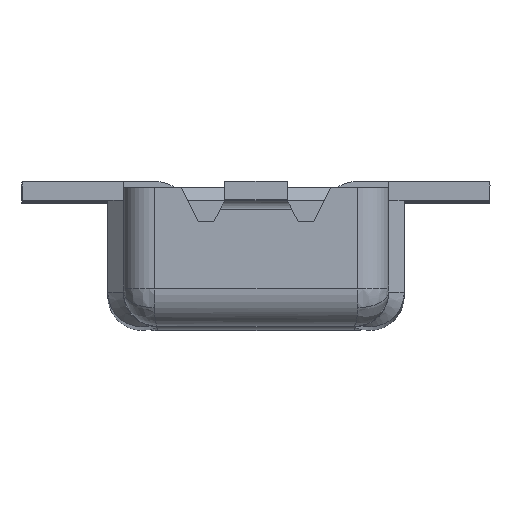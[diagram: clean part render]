
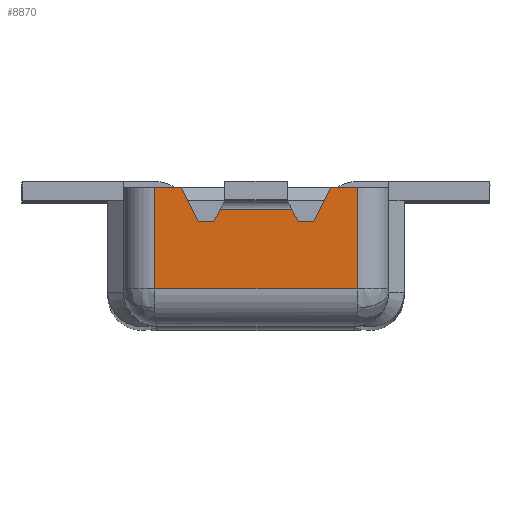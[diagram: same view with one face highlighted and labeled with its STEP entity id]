
A CAD part, top view. The second image highlights one B-rep face of the part: STEP entity #8870.
In plain terms, the highlighted planar face has unit normal (0, 0, 1).
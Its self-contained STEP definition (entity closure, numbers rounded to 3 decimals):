
#60=CARTESIAN_POINT('',(-156.535,-0.655,
8.449));
#70=DIRECTION('',(0.,1.,0.));
#80=VECTOR('',#70,1.);
#90=LINE('',#60,#80);
#100=CARTESIAN_POINT('',(-156.535,-0.695,
8.449));
#110=VERTEX_POINT('',#100);
#120=CARTESIAN_POINT('',(-156.535,-0.37,
8.449));
#130=VERTEX_POINT('',#120);
#140=EDGE_CURVE('',#110,#130,#90,.T.);
#7870=CARTESIAN_POINT('',(-155.885,-0.37,
8.449));
#7880=VERTEX_POINT('',#7870);
#7910=CARTESIAN_POINT('',(-156.535,-0.37,
8.449));
#7920=DIRECTION('',(1.,0.,0.));
#7930=VECTOR('',#7920,1.);
#7940=LINE('',#7910,#7930);
#7950=EDGE_CURVE('',#130,#7880,#7940,.T.);
#8000=CARTESIAN_POINT('',(-156.073,-0.482,
8.449));
#8010=DIRECTION('',(0.,0.,-1.));
#8020=DIRECTION('',(-1.,0.,0.));
#8030=AXIS2_PLACEMENT_3D('',#8000,#8010,#8020);
#8040=PLANE('',#8030);
#8050=CARTESIAN_POINT('',(-156.395,-0.585,
8.449));
#8060=DIRECTION('',(-0.447,-0.894,
0.));
#8070=VECTOR('',#8060,1.);
#8080=LINE('',#8050,#8070);
#8090=CARTESIAN_POINT('',(-156.395,-0.585,
8.449));
#8100=VERTEX_POINT('',#8090);
#8110=CARTESIAN_POINT('',(-156.45,-0.695,
8.449));
#8120=VERTEX_POINT('',#8110);
#8130=EDGE_CURVE('',#8100,#8120,#8080,.T.);
#8140=ORIENTED_EDGE('',*,*,#8130,.F.);
#8150=CARTESIAN_POINT('',(-156.45,-0.695,
8.449));
#8160=DIRECTION('',(-1.,0.,0.));
#8170=VECTOR('',#8160,1.);
#8180=LINE('',#8150,#8170);
#8190=EDGE_CURVE('',#8120,#110,#8180,.T.);
#8200=ORIENTED_EDGE('',*,*,#8190,.F.);
#8210=ORIENTED_EDGE('',*,*,#140,.F.);
#8220=ORIENTED_EDGE('',*,*,#7950,.F.);
#8230=CARTESIAN_POINT('',(-155.885,-0.655,
8.449));
#8240=DIRECTION('',(0.,-1.,0.));
#8250=VECTOR('',#8240,1.);
#8260=LINE('',#8230,#8250);
#8270=CARTESIAN_POINT('',(-155.885,-0.695,
8.449));
#8280=VERTEX_POINT('',#8270);
#8290=EDGE_CURVE('',#7880,#8280,#8260,.T.);
#8300=ORIENTED_EDGE('',*,*,#8290,.F.);
#8310=CARTESIAN_POINT('',(-155.97,-0.695,
8.449));
#8320=DIRECTION('',(1.,0.,0.));
#8330=VECTOR('',#8320,1.);
#8340=LINE('',#8310,#8330);
#8350=CARTESIAN_POINT('',(-155.97,-0.695,
8.449));
#8360=VERTEX_POINT('',#8350);
#8370=EDGE_CURVE('',#8360,#8280,#8340,.T.);
#8380=ORIENTED_EDGE('',*,*,#8370,.T.);
#8390=CARTESIAN_POINT('',(-156.025,-0.585,
8.449));
#8400=DIRECTION('',(0.447,-0.894,
0.));
#8410=VECTOR('',#8400,1.);
#8420=LINE('',#8390,#8410);
#8430=CARTESIAN_POINT('',(-156.025,-0.585,
8.449));
#8440=VERTEX_POINT('',#8430);
#8450=EDGE_CURVE('',#8440,#8360,#8420,.T.);
#8460=ORIENTED_EDGE('',*,*,#8450,.T.);
#8470=CARTESIAN_POINT('',(-156.075,-0.585,
8.449));
#8480=DIRECTION('',(1.,0.,0.));
#8490=VECTOR('',#8480,1.);
#8500=LINE('',#8470,#8490);
#8510=CARTESIAN_POINT('',(-156.075,-0.585,
8.449));
#8520=VERTEX_POINT('',#8510);
#8530=EDGE_CURVE('',#8520,#8440,#8500,.T.);
#8540=ORIENTED_EDGE('',*,*,#8530,.T.);
#8550=CARTESIAN_POINT('',(-156.075,-0.585,
8.449));
#8560=DIRECTION('',(-0.447,-0.894,
0.));
#8570=VECTOR('',#8560,1.);
#8580=LINE('',#8550,#8570);
#8590=CARTESIAN_POINT('',(-156.095,-0.625,
8.449));
#8600=VERTEX_POINT('',#8590);
#8610=EDGE_CURVE('',#8520,#8600,#8580,.T.);
#8620=ORIENTED_EDGE('',*,*,#8610,.F.);
#8630=CARTESIAN_POINT('',(-156.095,-0.625,
8.449));
#8640=DIRECTION('',(-1.,0.,0.));
#8650=VECTOR('',#8640,1.);
#8660=LINE('',#8630,#8650);
#8670=CARTESIAN_POINT('',(-156.325,-0.625,
8.449));
#8680=VERTEX_POINT('',#8670);
#8690=EDGE_CURVE('',#8600,#8680,#8660,.T.);
#8700=ORIENTED_EDGE('',*,*,#8690,.F.);
#8710=CARTESIAN_POINT('',(-156.345,-0.585,
8.449));
#8720=DIRECTION('',(0.447,-0.894,
0.));
#8730=VECTOR('',#8720,1.);
#8740=LINE('',#8710,#8730);
#8750=CARTESIAN_POINT('',(-156.345,-0.585,
8.449));
#8760=VERTEX_POINT('',#8750);
#8770=EDGE_CURVE('',#8760,#8680,#8740,.T.);
#8780=ORIENTED_EDGE('',*,*,#8770,.T.);
#8790=CARTESIAN_POINT('',(-156.345,-0.585,
8.449));
#8800=DIRECTION('',(-1.,0.,0.));
#8810=VECTOR('',#8800,1.);
#8820=LINE('',#8790,#8810);
#8830=EDGE_CURVE('',#8760,#8100,#8820,.T.);
#8840=ORIENTED_EDGE('',*,*,#8830,.F.);
#8850=EDGE_LOOP('',(#8840,#8780,#8700,#8620,#8540,#8460,#8380,#8300,
#8220,#8210,#8200,#8140));
#8860=FACE_OUTER_BOUND('',#8850,.T.);
#8870=ADVANCED_FACE('',(#8860),#8040,.F.);
